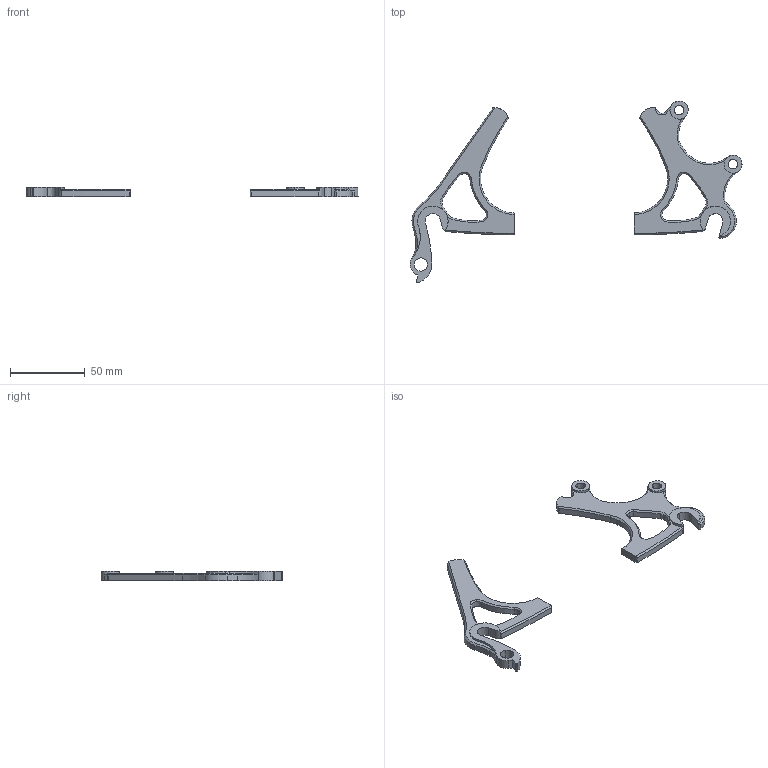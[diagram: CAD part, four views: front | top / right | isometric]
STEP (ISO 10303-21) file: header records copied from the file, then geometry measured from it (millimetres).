
FILE_DESCRIPTION (( 'STEP AP214' ), '1' );
FILE_NAME ('DR0019.STEP', '2014-11-20T21:40:09', ( '' ), ( '' ), 'SwSTEP 2.0', 'SolidWorks 2014', '' );
FILE_SCHEMA (( 'AUTOMOTIVE_DESIGN' ));
Length unit declared in the file: millimetre
Products named in the file (3): DR0019R; DR0019L; DR0019
Assembly tree (2 placements, depth 2):
  DR0019
    DR0019L
    DR0019R
Bounding box: 221.71 x 121.36 x 6.5 mm (x, y, z)
Volume: 24970.6 mm3; surface area: 14731.4 mm2
Topology: 2 solids, 2 shells, 139 faces, 381 edges, 244 vertices
Faces by surface type: cylinder 75, cone 37, plane 27
Entity records: 4669 total; most frequent: CARTESIAN_POINT 909, DIRECTION 828, ORIENTED_EDGE 762, EDGE_CURVE 381, AXIS2_PLACEMENT_3D 333, VERTEX_POINT 244, CIRCLE 189, VECTOR 162
